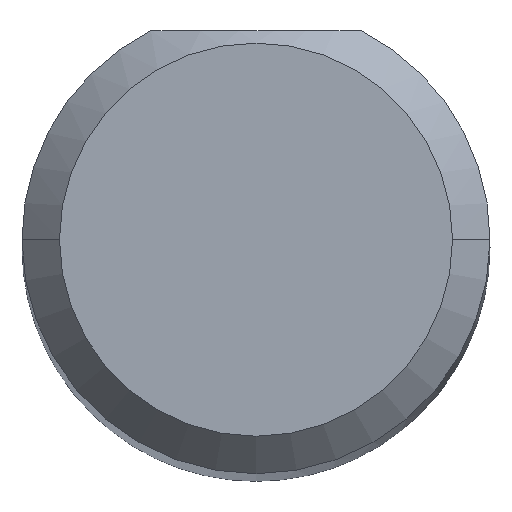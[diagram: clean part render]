
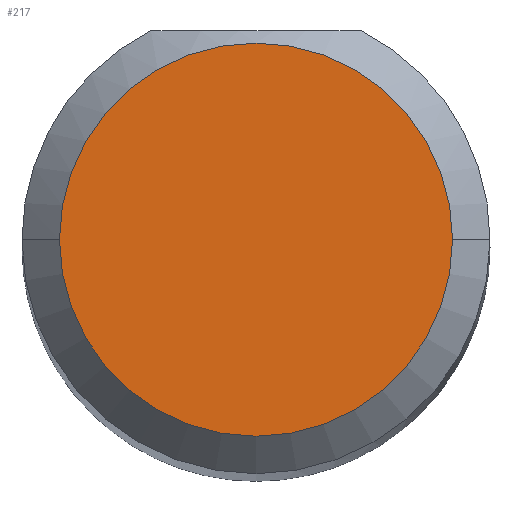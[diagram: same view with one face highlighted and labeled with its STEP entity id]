
A CAD part, top view. The second image highlights one B-rep face of the part: STEP entity #217.
In plain terms, the highlighted planar face has unit normal (0, 0, 1).
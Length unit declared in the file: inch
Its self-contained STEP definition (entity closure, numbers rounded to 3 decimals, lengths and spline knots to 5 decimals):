
#15 = DIRECTION ( 'NONE',  ( 0., 0., 1. ) ) ;
#19 = DIRECTION ( 'NONE',  ( 1., 0., 0. ) ) ;
#42 = DIRECTION ( 'NONE',  ( 1., 0., 0. ) ) ;
#65 = PLANE ( 'NONE',  #497 ) ;
#89 = DIRECTION ( 'NONE',  ( 0., 0., 1. ) ) ;
#148 = CARTESIAN_POINT ( 'NONE',  ( 0.07875, 0., 2. ) ) ;
#159 = CARTESIAN_POINT ( 'NONE',  ( -0.07875, 0., 2. ) ) ;
#182 = VERTEX_POINT ( 'NONE', #148 ) ;
#196 = VERTEX_POINT ( 'NONE', #159 ) ;
#205 = FACE_OUTER_BOUND ( 'NONE', #323, .T. ) ;
#210 = DIRECTION ( 'NONE',  ( 1., 0., 0. ) ) ;
#215 = DIRECTION ( 'NONE',  ( 0., 0., 1. ) ) ;
#217 = ADVANCED_FACE ( 'NONE', ( #205 ), #65, .T. ) ;
#220 = ORIENTED_EDGE ( 'NONE', *, *, #292, .T. ) ;
#253 = CARTESIAN_POINT ( 'NONE',  ( 0., 0., 2. ) ) ;
#276 = ORIENTED_EDGE ( 'NONE', *, *, #381, .T. ) ;
#292 = EDGE_CURVE ( 'NONE', #182, #196, #344, .T. ) ;
#323 = EDGE_LOOP ( 'NONE', ( #276, #220 ) ) ;
#326 = CIRCLE ( 'NONE', #505, 0.07875 ) ;
#339 = CARTESIAN_POINT ( 'NONE',  ( 0., 0., 2. ) ) ;
#344 = CIRCLE ( 'NONE', #377, 0.07875 ) ;
#377 = AXIS2_PLACEMENT_3D ( 'NONE', #339, #215, #42 ) ;
#381 = EDGE_CURVE ( 'NONE', #196, #182, #326, .T. ) ;
#412 = CARTESIAN_POINT ( 'NONE',  ( 0., 0., 2. ) ) ;
#497 = AXIS2_PLACEMENT_3D ( 'NONE', #412, #89, #210 ) ;
#505 = AXIS2_PLACEMENT_3D ( 'NONE', #253, #15, #19 ) ;
